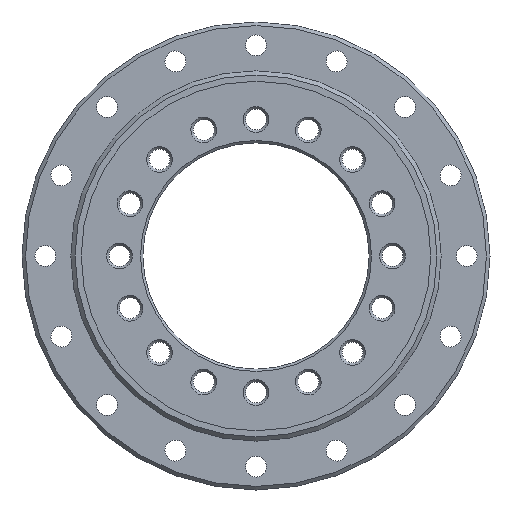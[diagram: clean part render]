
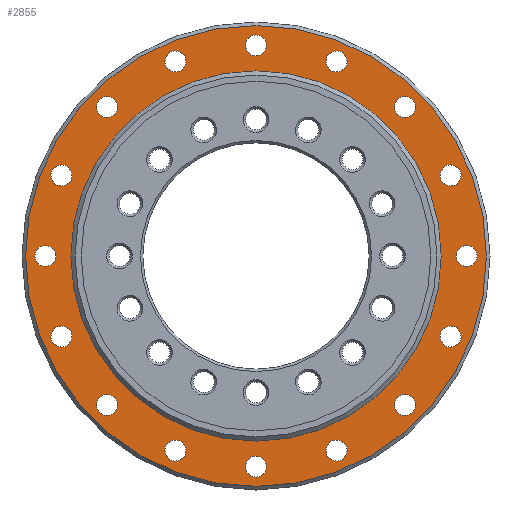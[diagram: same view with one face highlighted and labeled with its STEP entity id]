
A CAD part, front view. The second image highlights one B-rep face of the part: STEP entity #2855.
In plain terms, the highlighted planar face has unit normal (0, -1, 0).
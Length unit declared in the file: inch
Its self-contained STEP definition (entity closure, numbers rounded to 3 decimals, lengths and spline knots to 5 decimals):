
#303=FACE_BOUND('',#608,.T.);
#304=FACE_BOUND('',#609,.T.);
#305=FACE_BOUND('',#610,.T.);
#306=FACE_BOUND('',#611,.T.);
#307=FACE_BOUND('',#612,.T.);
#308=FACE_BOUND('',#613,.T.);
#309=FACE_BOUND('',#614,.T.);
#310=FACE_BOUND('',#615,.T.);
#311=FACE_BOUND('',#616,.T.);
#312=FACE_BOUND('',#617,.T.);
#313=FACE_BOUND('',#618,.T.);
#314=FACE_BOUND('',#619,.T.);
#315=FACE_BOUND('',#620,.T.);
#316=FACE_BOUND('',#621,.T.);
#317=FACE_BOUND('',#622,.T.);
#318=FACE_BOUND('',#623,.T.);
#319=FACE_BOUND('',#624,.T.);
#379=PLANE('',#3095);
#437=FACE_OUTER_BOUND('',#607,.T.);
#607=EDGE_LOOP('',(#1958));
#608=EDGE_LOOP('',(#1959));
#609=EDGE_LOOP('',(#1960));
#610=EDGE_LOOP('',(#1961));
#611=EDGE_LOOP('',(#1962));
#612=EDGE_LOOP('',(#1963));
#613=EDGE_LOOP('',(#1964));
#614=EDGE_LOOP('',(#1965));
#615=EDGE_LOOP('',(#1966));
#616=EDGE_LOOP('',(#1967));
#617=EDGE_LOOP('',(#1968));
#618=EDGE_LOOP('',(#1969));
#619=EDGE_LOOP('',(#1970));
#620=EDGE_LOOP('',(#1971));
#621=EDGE_LOOP('',(#1972));
#622=EDGE_LOOP('',(#1973));
#623=EDGE_LOOP('',(#1974));
#624=EDGE_LOOP('',(#1975));
#1025=CIRCLE('',#3091,5.8155);
#1028=CIRCLE('',#3096,4.45);
#1029=CIRCLE('',#3097,0.2635);
#1030=CIRCLE('',#3098,0.2635);
#1031=CIRCLE('',#3099,0.2635);
#1032=CIRCLE('',#3100,0.2635);
#1033=CIRCLE('',#3101,0.2635);
#1034=CIRCLE('',#3102,0.2635);
#1035=CIRCLE('',#3103,0.2635);
#1036=CIRCLE('',#3104,0.2635);
#1037=CIRCLE('',#3105,0.2635);
#1038=CIRCLE('',#3106,0.2635);
#1039=CIRCLE('',#3107,0.2635);
#1040=CIRCLE('',#3108,0.2635);
#1041=CIRCLE('',#3109,0.2635);
#1042=CIRCLE('',#3110,0.2635);
#1043=CIRCLE('',#3111,0.2635);
#1044=CIRCLE('',#3112,0.2635);
#1243=VERTEX_POINT('',#4352);
#1246=VERTEX_POINT('',#4362);
#1247=VERTEX_POINT('',#4364);
#1248=VERTEX_POINT('',#4366);
#1249=VERTEX_POINT('',#4368);
#1250=VERTEX_POINT('',#4370);
#1251=VERTEX_POINT('',#4372);
#1252=VERTEX_POINT('',#4374);
#1253=VERTEX_POINT('',#4376);
#1254=VERTEX_POINT('',#4378);
#1255=VERTEX_POINT('',#4380);
#1256=VERTEX_POINT('',#4382);
#1257=VERTEX_POINT('',#4384);
#1258=VERTEX_POINT('',#4386);
#1259=VERTEX_POINT('',#4388);
#1260=VERTEX_POINT('',#4390);
#1261=VERTEX_POINT('',#4392);
#1262=VERTEX_POINT('',#4394);
#1518=EDGE_CURVE('',#1243,#1243,#1025,.T.);
#1522=EDGE_CURVE('',#1246,#1246,#1028,.T.);
#1523=EDGE_CURVE('',#1247,#1247,#1029,.T.);
#1524=EDGE_CURVE('',#1248,#1248,#1030,.T.);
#1525=EDGE_CURVE('',#1249,#1249,#1031,.T.);
#1526=EDGE_CURVE('',#1250,#1250,#1032,.T.);
#1527=EDGE_CURVE('',#1251,#1251,#1033,.T.);
#1528=EDGE_CURVE('',#1252,#1252,#1034,.T.);
#1529=EDGE_CURVE('',#1253,#1253,#1035,.T.);
#1530=EDGE_CURVE('',#1254,#1254,#1036,.T.);
#1531=EDGE_CURVE('',#1255,#1255,#1037,.T.);
#1532=EDGE_CURVE('',#1256,#1256,#1038,.T.);
#1533=EDGE_CURVE('',#1257,#1257,#1039,.T.);
#1534=EDGE_CURVE('',#1258,#1258,#1040,.T.);
#1535=EDGE_CURVE('',#1259,#1259,#1041,.T.);
#1536=EDGE_CURVE('',#1260,#1260,#1042,.T.);
#1537=EDGE_CURVE('',#1261,#1261,#1043,.T.);
#1538=EDGE_CURVE('',#1262,#1262,#1044,.T.);
#1958=ORIENTED_EDGE('',*,*,#1518,.F.);
#1959=ORIENTED_EDGE('',*,*,#1522,.T.);
#1960=ORIENTED_EDGE('',*,*,#1523,.T.);
#1961=ORIENTED_EDGE('',*,*,#1524,.T.);
#1962=ORIENTED_EDGE('',*,*,#1525,.T.);
#1963=ORIENTED_EDGE('',*,*,#1526,.T.);
#1964=ORIENTED_EDGE('',*,*,#1527,.T.);
#1965=ORIENTED_EDGE('',*,*,#1528,.T.);
#1966=ORIENTED_EDGE('',*,*,#1529,.T.);
#1967=ORIENTED_EDGE('',*,*,#1530,.T.);
#1968=ORIENTED_EDGE('',*,*,#1531,.T.);
#1969=ORIENTED_EDGE('',*,*,#1532,.T.);
#1970=ORIENTED_EDGE('',*,*,#1533,.T.);
#1971=ORIENTED_EDGE('',*,*,#1534,.T.);
#1972=ORIENTED_EDGE('',*,*,#1535,.T.);
#1973=ORIENTED_EDGE('',*,*,#1536,.T.);
#1974=ORIENTED_EDGE('',*,*,#1537,.T.);
#1975=ORIENTED_EDGE('',*,*,#1538,.T.);
#2855=ADVANCED_FACE('',(#437,#303,#304,#305,#306,#307,#308,#309,#310,#311,
#312,#313,#314,#315,#316,#317,#318,#319),#379,.T.);
#3091=AXIS2_PLACEMENT_3D('',#4354,#3488,#3489);
#3095=AXIS2_PLACEMENT_3D('',#4361,#3497,#3498);
#3096=AXIS2_PLACEMENT_3D('',#4363,#3499,#3500);
#3097=AXIS2_PLACEMENT_3D('',#4365,#3501,#3502);
#3098=AXIS2_PLACEMENT_3D('',#4367,#3503,#3504);
#3099=AXIS2_PLACEMENT_3D('',#4369,#3505,#3506);
#3100=AXIS2_PLACEMENT_3D('',#4371,#3507,#3508);
#3101=AXIS2_PLACEMENT_3D('',#4373,#3509,#3510);
#3102=AXIS2_PLACEMENT_3D('',#4375,#3511,#3512);
#3103=AXIS2_PLACEMENT_3D('',#4377,#3513,#3514);
#3104=AXIS2_PLACEMENT_3D('',#4379,#3515,#3516);
#3105=AXIS2_PLACEMENT_3D('',#4381,#3517,#3518);
#3106=AXIS2_PLACEMENT_3D('',#4383,#3519,#3520);
#3107=AXIS2_PLACEMENT_3D('',#4385,#3521,#3522);
#3108=AXIS2_PLACEMENT_3D('',#4387,#3523,#3524);
#3109=AXIS2_PLACEMENT_3D('',#4389,#3525,#3526);
#3110=AXIS2_PLACEMENT_3D('',#4391,#3527,#3528);
#3111=AXIS2_PLACEMENT_3D('',#4393,#3529,#3530);
#3112=AXIS2_PLACEMENT_3D('',#4395,#3531,#3532);
#3488=DIRECTION('center_axis',(0.,1.,0.));
#3489=DIRECTION('ref_axis',(1.,0.,0.));
#3497=DIRECTION('center_axis',(0.,-1.,0.));
#3498=DIRECTION('ref_axis',(0.,0.,-1.));
#3499=DIRECTION('center_axis',(0.,1.,0.));
#3500=DIRECTION('ref_axis',(-1.,0.,0.));
#3501=DIRECTION('center_axis',(0.,1.,0.));
#3502=DIRECTION('ref_axis',(1.,0.,0.));
#3503=DIRECTION('center_axis',(0.,1.,0.));
#3504=DIRECTION('ref_axis',(0.924,0.,-0.383));
#3505=DIRECTION('center_axis',(0.,1.,0.));
#3506=DIRECTION('ref_axis',(0.707,0.,-0.707));
#3507=DIRECTION('center_axis',(0.,1.,0.));
#3508=DIRECTION('ref_axis',(0.383,0.,-0.924));
#3509=DIRECTION('center_axis',(0.,1.,0.));
#3510=DIRECTION('ref_axis',(0.,0.,-1.));
#3511=DIRECTION('center_axis',(0.,1.,0.));
#3512=DIRECTION('ref_axis',(-0.383,0.,-0.924));
#3513=DIRECTION('center_axis',(0.,1.,0.));
#3514=DIRECTION('ref_axis',(-0.707,0.,-0.707));
#3515=DIRECTION('center_axis',(0.,1.,0.));
#3516=DIRECTION('ref_axis',(-0.924,0.,-0.383));
#3517=DIRECTION('center_axis',(0.,1.,0.));
#3518=DIRECTION('ref_axis',(-1.,0.,0.));
#3519=DIRECTION('center_axis',(0.,1.,0.));
#3520=DIRECTION('ref_axis',(-0.924,0.,0.383));
#3521=DIRECTION('center_axis',(0.,1.,0.));
#3522=DIRECTION('ref_axis',(-0.707,0.,0.707));
#3523=DIRECTION('center_axis',(0.,1.,0.));
#3524=DIRECTION('ref_axis',(-0.383,0.,0.924));
#3525=DIRECTION('center_axis',(0.,1.,0.));
#3526=DIRECTION('ref_axis',(0.,0.,1.));
#3527=DIRECTION('center_axis',(0.,1.,0.));
#3528=DIRECTION('ref_axis',(0.383,0.,0.924));
#3529=DIRECTION('center_axis',(0.,1.,0.));
#3530=DIRECTION('ref_axis',(0.707,0.,0.707));
#3531=DIRECTION('center_axis',(0.,1.,0.));
#3532=DIRECTION('ref_axis',(0.924,0.,0.383));
#4352=CARTESIAN_POINT('',(-5.8155,-0.745,0.));
#4354=CARTESIAN_POINT('Origin',(0.,-0.745,0.));
#4361=CARTESIAN_POINT('Origin',(-5.28275,-0.745,0.));
#4362=CARTESIAN_POINT('',(4.45,-0.745,0.));
#4363=CARTESIAN_POINT('Origin',(0.,-0.745,0.));
#4364=CARTESIAN_POINT('',(-5.5785,-0.745,0.));
#4365=CARTESIAN_POINT('Origin',(-5.315,-0.745,0.));
#4366=CARTESIAN_POINT('',(-5.15386,-0.745,2.1348));
#4367=CARTESIAN_POINT('Origin',(-4.91042,-0.745,2.03396));
#4368=CARTESIAN_POINT('',(-3.9446,-0.745,3.9446));
#4369=CARTESIAN_POINT('Origin',(-3.75827,-0.745,3.75827));
#4370=CARTESIAN_POINT('',(-2.1348,-0.745,5.15386));
#4371=CARTESIAN_POINT('Origin',(-2.03396,-0.745,4.91042));
#4372=CARTESIAN_POINT('',(0.,-0.745,5.5785));
#4373=CARTESIAN_POINT('Origin',(0.,-0.745,
5.315));
#4374=CARTESIAN_POINT('',(2.1348,-0.745,5.15386));
#4375=CARTESIAN_POINT('Origin',(2.03396,-0.745,4.91042));
#4376=CARTESIAN_POINT('',(3.9446,-0.745,3.9446));
#4377=CARTESIAN_POINT('Origin',(3.75827,-0.745,3.75827));
#4378=CARTESIAN_POINT('',(5.15386,-0.745,2.1348));
#4379=CARTESIAN_POINT('Origin',(4.91042,-0.745,2.03396));
#4380=CARTESIAN_POINT('',(5.5785,-0.745,0.));
#4381=CARTESIAN_POINT('Origin',(5.315,-0.745,0.));
#4382=CARTESIAN_POINT('',(5.15386,-0.745,-2.1348));
#4383=CARTESIAN_POINT('Origin',(4.91042,-0.745,-2.03396));
#4384=CARTESIAN_POINT('',(3.9446,-0.745,-3.9446));
#4385=CARTESIAN_POINT('Origin',(3.75827,-0.745,-3.75827));
#4386=CARTESIAN_POINT('',(2.1348,-0.745,-5.15386));
#4387=CARTESIAN_POINT('Origin',(2.03396,-0.745,-4.91042));
#4388=CARTESIAN_POINT('',(0.,-0.745,-5.5785));
#4389=CARTESIAN_POINT('Origin',(0.,-0.745,
-5.315));
#4390=CARTESIAN_POINT('',(-2.1348,-0.745,-5.15386));
#4391=CARTESIAN_POINT('Origin',(-2.03396,-0.745,-4.91042));
#4392=CARTESIAN_POINT('',(-3.9446,-0.745,-3.9446));
#4393=CARTESIAN_POINT('Origin',(-3.75827,-0.745,-3.75827));
#4394=CARTESIAN_POINT('',(-5.15386,-0.745,-2.1348));
#4395=CARTESIAN_POINT('Origin',(-4.91042,-0.745,-2.03396));
